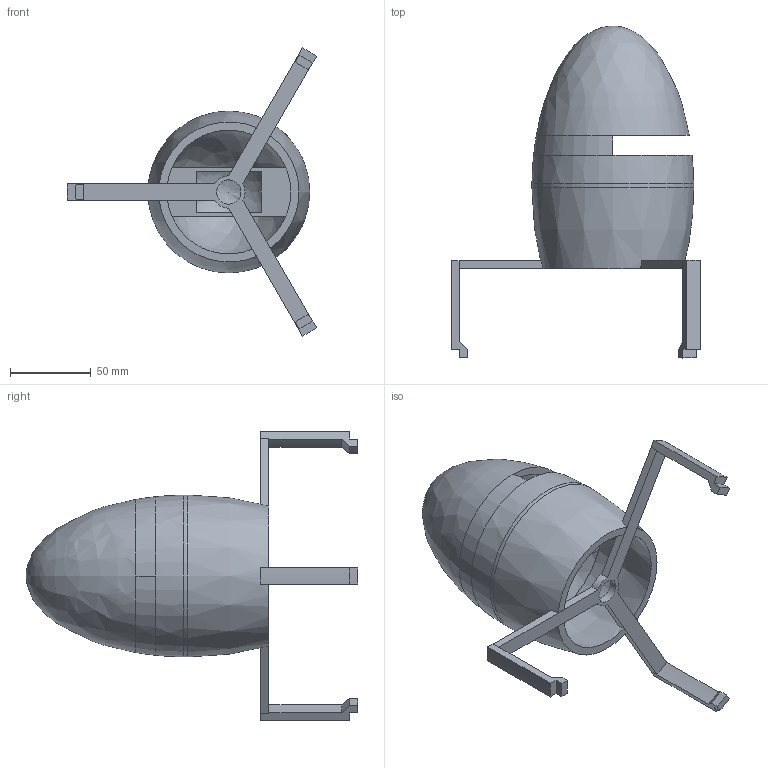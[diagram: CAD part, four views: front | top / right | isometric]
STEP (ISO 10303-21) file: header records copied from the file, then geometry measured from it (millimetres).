
FILE_DESCRIPTION(/* description */ (''),/* implementation_level */ '2;1');
FILE_NAME(/* name */ 'ECE5 Turret v10.step',/* time_stamp */ '2018-03-17T01:04:50-07:00',/* author */ ('drew4n'),/* organization */ (''),/* preprocessor_version */ 'ST-DEVELOPER v16.13',/* originating_system */ 'Autodesk Translation Framework v6.5.0.72',/* authorisation */ '');
FILE_SCHEMA (('AUTOMOTIVE_DESIGN { 1 0 10303 214 3 1 1 }'));
Length unit declared in the file: millimetre
Products named in the file (1): ECE5 Turret
Bounding box: 154.45 x 205 x 178.2 mm (x, y, z)
Volume: 212916.2 mm3; surface area: 103458.4 mm2
Topology: 5 solids, 5 shells, 96 faces, 261 edges, 172 vertices
Faces by surface type: plane 60, cylinder 18, bspline 15, cone 3
Full cylindrical faces by diameter (mm): 15 x1
Entity records: 3346 total; most frequent: CARTESIAN_POINT 893, ORIENTED_EDGE 518, DIRECTION 489, EDGE_CURVE 259, AXIS2_PLACEMENT_3D 173, VERTEX_POINT 172, LINE 143, VECTOR 143
